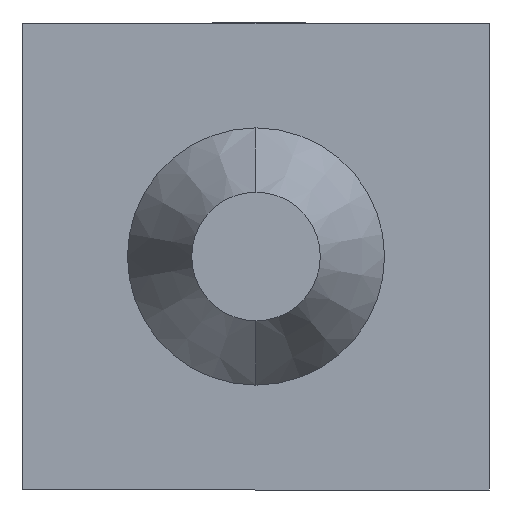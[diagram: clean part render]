
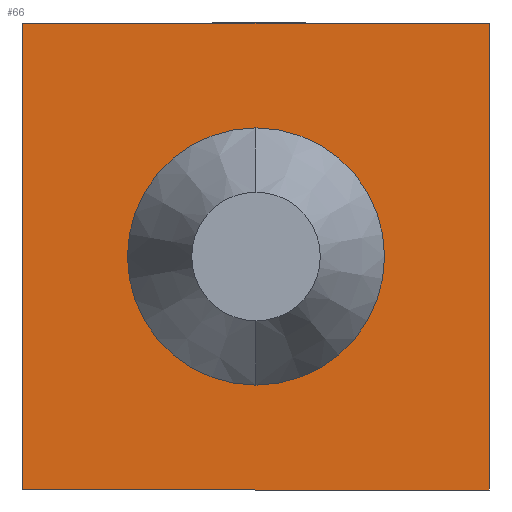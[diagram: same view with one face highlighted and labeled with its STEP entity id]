
A CAD part, left-side view. The second image highlights one B-rep face of the part: STEP entity #66.
In plain terms, the highlighted planar face has unit normal (-1, 0, 0).
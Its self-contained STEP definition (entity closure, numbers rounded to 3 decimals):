
#9 = CIRCLE ( 'NONE', #1436, 0.559 ) ;
#53 = FACE_OUTER_BOUND ( 'NONE', #250, .T. ) ;
#59 = DIRECTION ( 'NONE',  ( 0., -1., 0. ) ) ;
#66 = ADVANCED_FACE ( 'NONE', ( #839, #53 ), #1802, .T. ) ;
#191 = LINE ( 'NONE', #1115, #2066 ) ;
#250 = EDGE_LOOP ( 'NONE', ( #1599, #1514, #1314, #2165 ) ) ;
#303 = VERTEX_POINT ( 'NONE', #2363 ) ;
#318 = EDGE_CURVE ( 'NONE', #1199, #903, #462, .T. ) ;
#408 = CARTESIAN_POINT ( 'NONE',  ( 0., 1.015, -1.015 ) ) ;
#417 = DIRECTION ( 'NONE',  ( 0., 0., 1. ) ) ;
#462 = LINE ( 'NONE', #1997, #2372 ) ;
#690 = VERTEX_POINT ( 'NONE', #1973 ) ;
#701 = DIRECTION ( 'NONE',  ( -1., 0., 0. ) ) ;
#737 = DIRECTION ( 'NONE',  ( -1., 0., 0. ) ) ;
#791 = DIRECTION ( 'NONE',  ( 0., 1., 0. ) ) ;
#839 = FACE_BOUND ( 'NONE', #1868, .T. ) ;
#867 = ORIENTED_EDGE ( 'NONE', *, *, #2028, .F. ) ;
#903 = VERTEX_POINT ( 'NONE', #942 ) ;
#914 = CARTESIAN_POINT ( 'NONE',  ( 0., -1.015, -1.015 ) ) ;
#927 = CARTESIAN_POINT ( 'NONE',  ( 0., -1.015, -1.015 ) ) ;
#942 = CARTESIAN_POINT ( 'NONE',  ( 0., -1.015, 1.015 ) ) ;
#1020 = VECTOR ( 'NONE', #1105, 1000. ) ;
#1067 = AXIS2_PLACEMENT_3D ( 'NONE', #1247, #701, #2430 ) ;
#1105 = DIRECTION ( 'NONE',  ( 0., 0., -1. ) ) ;
#1115 = CARTESIAN_POINT ( 'NONE',  ( 0., 1.015, -1.015 ) ) ;
#1169 = ORIENTED_EDGE ( 'NONE', *, *, #2148, .F. ) ;
#1195 = EDGE_CURVE ( 'NONE', #1230, #1199, #2366, .T. ) ;
#1199 = VERTEX_POINT ( 'NONE', #2134 ) ;
#1203 = DIRECTION ( 'NONE',  ( -1., 0., 0. ) ) ;
#1230 = VERTEX_POINT ( 'NONE', #1601 ) ;
#1247 = CARTESIAN_POINT ( 'NONE',  ( 0., 0., 0. ) ) ;
#1314 = ORIENTED_EDGE ( 'NONE', *, *, #1874, .F. ) ;
#1388 = VECTOR ( 'NONE', #1410, 1000. ) ;
#1410 = DIRECTION ( 'NONE',  ( 0., 0., 1. ) ) ;
#1436 = AXIS2_PLACEMENT_3D ( 'NONE', #2467, #737, #1504 ) ;
#1504 = DIRECTION ( 'NONE',  ( 0., 0., 1. ) ) ;
#1514 = ORIENTED_EDGE ( 'NONE', *, *, #1195, .F. ) ;
#1599 = ORIENTED_EDGE ( 'NONE', *, *, #318, .F. ) ;
#1601 = CARTESIAN_POINT ( 'NONE',  ( 0., 1.015, -1.015 ) ) ;
#1602 = EDGE_CURVE ( 'NONE', #903, #1620, #2056, .T. ) ;
#1620 = VERTEX_POINT ( 'NONE', #914 ) ;
#1725 = AXIS2_PLACEMENT_3D ( 'NONE', #2144, #1203, #417 ) ;
#1802 = PLANE ( 'NONE',  #1067 ) ;
#1868 = EDGE_LOOP ( 'NONE', ( #867, #1169 ) ) ;
#1874 = EDGE_CURVE ( 'NONE', #1620, #1230, #191, .T. ) ;
#1973 = CARTESIAN_POINT ( 'NONE',  ( 0., 0., 0.559 ) ) ;
#1997 = CARTESIAN_POINT ( 'NONE',  ( 0., 1.015, 1.015 ) ) ;
#2028 = EDGE_CURVE ( 'NONE', #303, #690, #9, .T. ) ;
#2056 = LINE ( 'NONE', #927, #1020 ) ;
#2066 = VECTOR ( 'NONE', #791, 1000. ) ;
#2134 = CARTESIAN_POINT ( 'NONE',  ( 0., 1.015, 1.015 ) ) ;
#2144 = CARTESIAN_POINT ( 'NONE',  ( 0., 0., 0. ) ) ;
#2148 = EDGE_CURVE ( 'NONE', #690, #303, #2368, .T. ) ;
#2165 = ORIENTED_EDGE ( 'NONE', *, *, #1602, .F. ) ;
#2363 = CARTESIAN_POINT ( 'NONE',  ( 0., 0., -0.559 ) ) ;
#2366 = LINE ( 'NONE', #408, #1388 ) ;
#2368 = CIRCLE ( 'NONE', #1725, 0.559 ) ;
#2372 = VECTOR ( 'NONE', #59, 1000. ) ;
#2430 = DIRECTION ( 'NONE',  ( 0., 0., 1. ) ) ;
#2467 = CARTESIAN_POINT ( 'NONE',  ( 0., 0., 0. ) ) ;
